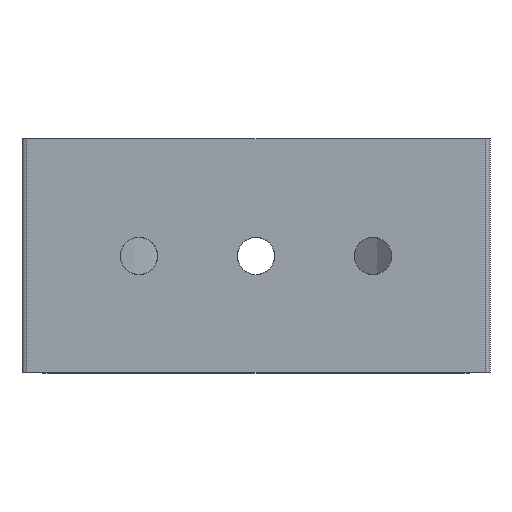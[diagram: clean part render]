
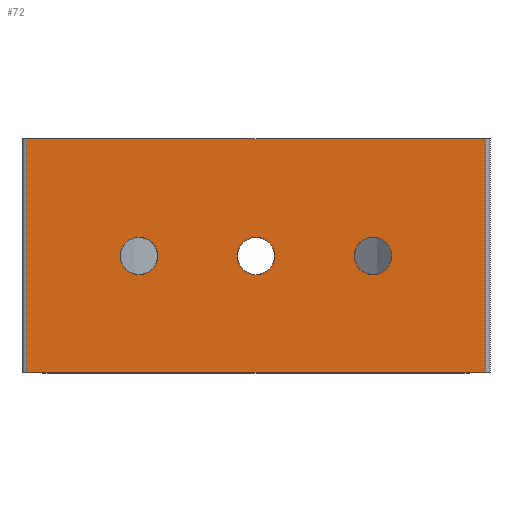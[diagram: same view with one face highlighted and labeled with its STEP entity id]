
A CAD part, front view. The second image highlights one B-rep face of the part: STEP entity #72.
In plain terms, the highlighted planar face has unit normal (0, -1, 0).
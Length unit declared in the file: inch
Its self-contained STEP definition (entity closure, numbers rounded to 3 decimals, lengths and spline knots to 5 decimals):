
#49 = DIRECTION ( 'NONE',  ( 0., 1., 0. ) ) ;
#66 = VERTEX_POINT ( 'NONE', #2606 ) ;
#72 = ADVANCED_FACE ( 'NONE', ( #775, #2635, #532, #1811 ), #272, .F. ) ;
#74 = DIRECTION ( 'NONE',  ( 0., -1., 0. ) ) ;
#90 = LINE ( 'NONE', #1168, #229 ) ;
#103 = CARTESIAN_POINT ( 'NONE',  ( 0.98031, -1., 0.5 ) ) ;
#117 = ORIENTED_EDGE ( 'NONE', *, *, #3290, .F. ) ;
#147 = VECTOR ( 'NONE', #2175, 39.37008 ) ;
#197 = ORIENTED_EDGE ( 'NONE', *, *, #1033, .F. ) ;
#223 = EDGE_CURVE ( 'NONE', #428, #1132, #1051, .T. ) ;
#229 = VECTOR ( 'NONE', #2944, 39.37008 ) ;
#272 = PLANE ( 'NONE',  #2616 ) ;
#285 = VECTOR ( 'NONE', #2335, 39.37008 ) ;
#298 = EDGE_LOOP ( 'NONE', ( #197, #2706 ) ) ;
#306 = CARTESIAN_POINT ( 'NONE',  ( -1., -1., 0.5 ) ) ;
#328 = VERTEX_POINT ( 'NONE', #783 ) ;
#349 = DIRECTION ( 'NONE',  ( 0., -1., 0. ) ) ;
#389 = ORIENTED_EDGE ( 'NONE', *, *, #2783, .T. ) ;
#418 = EDGE_CURVE ( 'NONE', #328, #2108, #1761, .T. ) ;
#428 = VERTEX_POINT ( 'NONE', #2942 ) ;
#466 = VERTEX_POINT ( 'NONE', #2957 ) ;
#532 = FACE_BOUND ( 'NONE', #947, .T. ) ;
#563 = AXIS2_PLACEMENT_3D ( 'NONE', #1932, #74, #1913 ) ;
#572 = DIRECTION ( 'NONE',  ( 1., 0., 0. ) ) ;
#705 = AXIS2_PLACEMENT_3D ( 'NONE', #929, #1958, #1709 ) ;
#747 = DIRECTION ( 'NONE',  ( 0., 0., -1. ) ) ;
#775 = FACE_BOUND ( 'NONE', #3024, .T. ) ;
#783 = CARTESIAN_POINT ( 'NONE',  ( 0., -1., 0.0795 ) ) ;
#876 = EDGE_CURVE ( 'NONE', #2222, #466, #3323, .T. ) ;
#929 = CARTESIAN_POINT ( 'NONE',  ( 0.5, -1., 0. ) ) ;
#933 = LINE ( 'NONE', #103, #147 ) ;
#947 = EDGE_LOOP ( 'NONE', ( #1009, #3201 ) ) ;
#967 = CARTESIAN_POINT ( 'NONE',  ( -0.98031, -1., -0.5 ) ) ;
#1009 = ORIENTED_EDGE ( 'NONE', *, *, #2285, .F. ) ;
#1033 = EDGE_CURVE ( 'NONE', #2108, #328, #1597, .T. ) ;
#1051 = LINE ( 'NONE', #1560, #285 ) ;
#1058 = DIRECTION ( 'NONE',  ( 0., 0., 1. ) ) ;
#1132 = VERTEX_POINT ( 'NONE', #1860 ) ;
#1168 = CARTESIAN_POINT ( 'NONE',  ( -0.98031, -1., 0.5 ) ) ;
#1205 = EDGE_LOOP ( 'NONE', ( #3222, #1695, #2369, #389 ) ) ;
#1220 = AXIS2_PLACEMENT_3D ( 'NONE', #3012, #2229, #2758 ) ;
#1335 = CARTESIAN_POINT ( 'NONE',  ( -1., -1., -0.5 ) ) ;
#1388 = DIRECTION ( 'NONE',  ( 0., 0., -1. ) ) ;
#1451 = CARTESIAN_POINT ( 'NONE',  ( -0.5, -1., 0.0795 ) ) ;
#1512 = VERTEX_POINT ( 'NONE', #1451 ) ;
#1560 = CARTESIAN_POINT ( 'NONE',  ( -1., -1., 0.5 ) ) ;
#1567 = AXIS2_PLACEMENT_3D ( 'NONE', #3191, #2224, #2410 ) ;
#1597 = CIRCLE ( 'NONE', #1220, 0.0795 ) ;
#1642 = CARTESIAN_POINT ( 'NONE',  ( 0.5, -1., 0. ) ) ;
#1695 = ORIENTED_EDGE ( 'NONE', *, *, #1786, .T. ) ;
#1709 = DIRECTION ( 'NONE',  ( 0., 0., -1. ) ) ;
#1730 = CARTESIAN_POINT ( 'NONE',  ( 0.98031, -1., -0.5 ) ) ;
#1761 = CIRCLE ( 'NONE', #563, 0.0795 ) ;
#1786 = EDGE_CURVE ( 'NONE', #428, #2235, #90, .T. ) ;
#1811 = FACE_OUTER_BOUND ( 'NONE', #1205, .T. ) ;
#1860 = CARTESIAN_POINT ( 'NONE',  ( 0.98031, -1., 0.5 ) ) ;
#1913 = DIRECTION ( 'NONE',  ( 0., 0., -1. ) ) ;
#1931 = AXIS2_PLACEMENT_3D ( 'NONE', #3063, #2560, #747 ) ;
#1932 = CARTESIAN_POINT ( 'NONE',  ( 0., -1., 0. ) ) ;
#1958 = DIRECTION ( 'NONE',  ( 0., -1., 0. ) ) ;
#2004 = VECTOR ( 'NONE', #572, 39.37008 ) ;
#2106 = LINE ( 'NONE', #1335, #2004 ) ;
#2108 = VERTEX_POINT ( 'NONE', #2487 ) ;
#2175 = DIRECTION ( 'NONE',  ( 0., 0., 1. ) ) ;
#2213 = CIRCLE ( 'NONE', #1567, 0.0795 ) ;
#2222 = VERTEX_POINT ( 'NONE', #2543 ) ;
#2224 = DIRECTION ( 'NONE',  ( 0., -1., 0. ) ) ;
#2229 = DIRECTION ( 'NONE',  ( 0., -1., 0. ) ) ;
#2235 = VERTEX_POINT ( 'NONE', #967 ) ;
#2285 = EDGE_CURVE ( 'NONE', #66, #1512, #3282, .T. ) ;
#2335 = DIRECTION ( 'NONE',  ( 1., 0., 0. ) ) ;
#2369 = ORIENTED_EDGE ( 'NONE', *, *, #3046, .T. ) ;
#2410 = DIRECTION ( 'NONE',  ( 0., 0., -1. ) ) ;
#2487 = CARTESIAN_POINT ( 'NONE',  ( 0., -1., -0.0795 ) ) ;
#2543 = CARTESIAN_POINT ( 'NONE',  ( 0.5, -1., 0.0795 ) ) ;
#2560 = DIRECTION ( 'NONE',  ( 0., -1., 0. ) ) ;
#2606 = CARTESIAN_POINT ( 'NONE',  ( -0.5, -1., -0.0795 ) ) ;
#2616 = AXIS2_PLACEMENT_3D ( 'NONE', #306, #49, #1058 ) ;
#2635 = FACE_BOUND ( 'NONE', #298, .T. ) ;
#2706 = ORIENTED_EDGE ( 'NONE', *, *, #418, .F. ) ;
#2707 = CIRCLE ( 'NONE', #705, 0.0795 ) ;
#2733 = AXIS2_PLACEMENT_3D ( 'NONE', #1642, #349, #1388 ) ;
#2758 = DIRECTION ( 'NONE',  ( 0., 0., -1. ) ) ;
#2771 = VERTEX_POINT ( 'NONE', #1730 ) ;
#2783 = EDGE_CURVE ( 'NONE', #2771, #1132, #933, .T. ) ;
#2942 = CARTESIAN_POINT ( 'NONE',  ( -0.98031, -1., 0.5 ) ) ;
#2944 = DIRECTION ( 'NONE',  ( 0., 0., -1. ) ) ;
#2957 = CARTESIAN_POINT ( 'NONE',  ( 0.5, -1., -0.0795 ) ) ;
#3012 = CARTESIAN_POINT ( 'NONE',  ( 0., -1., 0. ) ) ;
#3024 = EDGE_LOOP ( 'NONE', ( #117, #3248 ) ) ;
#3046 = EDGE_CURVE ( 'NONE', #2235, #2771, #2106, .T. ) ;
#3063 = CARTESIAN_POINT ( 'NONE',  ( -0.5, -1., 0. ) ) ;
#3151 = EDGE_CURVE ( 'NONE', #1512, #66, #2213, .T. ) ;
#3191 = CARTESIAN_POINT ( 'NONE',  ( -0.5, -1., 0. ) ) ;
#3201 = ORIENTED_EDGE ( 'NONE', *, *, #3151, .F. ) ;
#3222 = ORIENTED_EDGE ( 'NONE', *, *, #223, .F. ) ;
#3248 = ORIENTED_EDGE ( 'NONE', *, *, #876, .F. ) ;
#3282 = CIRCLE ( 'NONE', #1931, 0.0795 ) ;
#3290 = EDGE_CURVE ( 'NONE', #466, #2222, #2707, .T. ) ;
#3323 = CIRCLE ( 'NONE', #2733, 0.0795 ) ;
